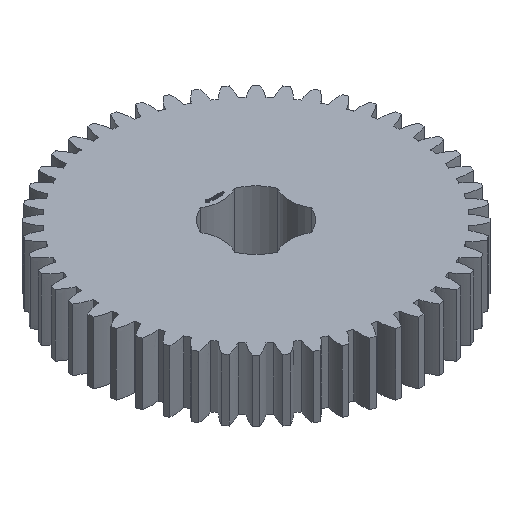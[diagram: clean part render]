
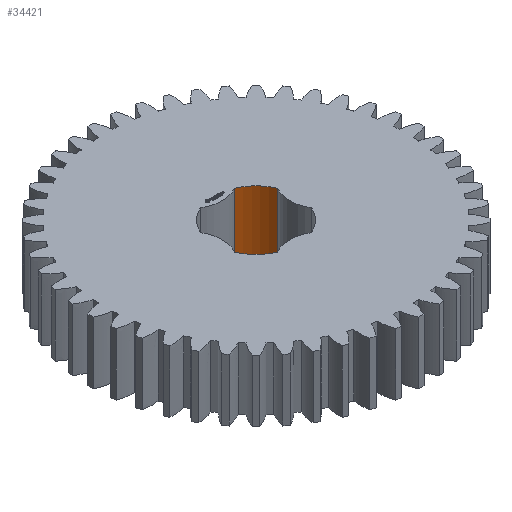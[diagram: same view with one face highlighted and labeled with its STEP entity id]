
A CAD part, isometric view. The second image highlights one B-rep face of the part: STEP entity #34421.
In plain terms, the highlighted cylindrical face has radius 6.35 mm (diameter 12.7 mm), a partial arc.
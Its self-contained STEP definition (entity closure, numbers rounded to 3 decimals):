
#93 = PLANE('',#94);
#94 = AXIS2_PLACEMENT_3D('',#95,#96,#97);
#95 = CARTESIAN_POINT('',(0.,0.,9.375));
#96 = DIRECTION('',(0.,0.,1.));
#97 = DIRECTION('',(1.,0.,0.));
#168 = PLANE('',#169);
#169 = AXIS2_PLACEMENT_3D('',#170,#171,#172);
#170 = CARTESIAN_POINT('',(0.,0.,0.));
#171 = DIRECTION('',(0.,0.,1.));
#172 = DIRECTION('',(1.,0.,0.));
#11256 = VERTEX_POINT('',#11257);
#11257 = CARTESIAN_POINT('',(2.55,5.816,0.));
#11272 = CYLINDRICAL_SURFACE('',#11273,4.9);
#11273 = AXIS2_PLACEMENT_3D('',#11274,#11275,#11276);
#11274 = CARTESIAN_POINT('',(0.,10.,0.));
#11275 = DIRECTION('',(0.,-0.,-1.));
#11276 = DIRECTION('',(0.707,0.707,0.));
#11284 = EDGE_CURVE('',#11285,#11256,#11287,.T.);
#11285 = VERTEX_POINT('',#11286);
#11286 = CARTESIAN_POINT('',(5.816,2.55,0.));
#11287 = SURFACE_CURVE('',#11288,(#11293,#11300),.PCURVE_S1.);
#11288 = CIRCLE('',#11289,6.35);
#11289 = AXIS2_PLACEMENT_3D('',#11290,#11291,#11292);
#11290 = CARTESIAN_POINT('',(0.,0.,0.));
#11291 = DIRECTION('',(0.,-0.,1.));
#11292 = DIRECTION('',(0.707,0.707,0.));
#11293 = PCURVE('',#168,#11294);
#11294 = DEFINITIONAL_REPRESENTATION('',(#11295),#11299);
#11295 = CIRCLE('',#11296,6.35);
#11296 = AXIS2_PLACEMENT_2D('',#11297,#11298);
#11297 = CARTESIAN_POINT('',(0.,0.));
#11298 = DIRECTION('',(0.707,0.707));
#11299 = ( GEOMETRIC_REPRESENTATION_CONTEXT(2) 
PARAMETRIC_REPRESENTATION_CONTEXT() REPRESENTATION_CONTEXT('2D SPACE',''
  ) );
#11300 = PCURVE('',#11301,#11306);
#11301 = CYLINDRICAL_SURFACE('',#11302,6.35);
#11302 = AXIS2_PLACEMENT_3D('',#11303,#11304,#11305);
#11303 = CARTESIAN_POINT('',(0.,0.,0.));
#11304 = DIRECTION('',(0.,-0.,-1.));
#11305 = DIRECTION('',(0.707,0.707,0.));
#11306 = DEFINITIONAL_REPRESENTATION('',(#11307),#11311);
#11307 = LINE('',#11308,#11309);
#11308 = CARTESIAN_POINT('',(-0.,0.));
#11309 = VECTOR('',#11310,1.);
#11310 = DIRECTION('',(-1.,0.));
#11311 = ( GEOMETRIC_REPRESENTATION_CONTEXT(2) 
PARAMETRIC_REPRESENTATION_CONTEXT() REPRESENTATION_CONTEXT('2D SPACE',''
  ) );
#11330 = CYLINDRICAL_SURFACE('',#11331,4.9);
#11331 = AXIS2_PLACEMENT_3D('',#11332,#11333,#11334);
#11332 = CARTESIAN_POINT('',(10.,0.,0.));
#11333 = DIRECTION('',(0.,-0.,-1.));
#11334 = DIRECTION('',(0.707,0.707,0.));
#19220 = VERTEX_POINT('',#19221);
#19221 = CARTESIAN_POINT('',(2.55,5.816,9.375));
#19243 = EDGE_CURVE('',#19244,#19220,#19246,.T.);
#19244 = VERTEX_POINT('',#19245);
#19245 = CARTESIAN_POINT('',(5.816,2.55,9.375));
#19246 = SURFACE_CURVE('',#19247,(#19252,#19259),.PCURVE_S1.);
#19247 = CIRCLE('',#19248,6.35);
#19248 = AXIS2_PLACEMENT_3D('',#19249,#19250,#19251);
#19249 = CARTESIAN_POINT('',(0.,0.,9.375
    ));
#19250 = DIRECTION('',(0.,-0.,1.));
#19251 = DIRECTION('',(0.707,0.707,0.));
#19252 = PCURVE('',#93,#19253);
#19253 = DEFINITIONAL_REPRESENTATION('',(#19254),#19258);
#19254 = CIRCLE('',#19255,6.35);
#19255 = AXIS2_PLACEMENT_2D('',#19256,#19257);
#19256 = CARTESIAN_POINT('',(0.,0.));
#19257 = DIRECTION('',(0.707,0.707));
#19258 = ( GEOMETRIC_REPRESENTATION_CONTEXT(2) 
PARAMETRIC_REPRESENTATION_CONTEXT() REPRESENTATION_CONTEXT('2D SPACE',''
  ) );
#19259 = PCURVE('',#11301,#19260);
#19260 = DEFINITIONAL_REPRESENTATION('',(#19261),#19265);
#19261 = LINE('',#19262,#19263);
#19262 = CARTESIAN_POINT('',(-0.,-9.375));
#19263 = VECTOR('',#19264,1.);
#19264 = DIRECTION('',(-1.,0.));
#19265 = ( GEOMETRIC_REPRESENTATION_CONTEXT(2) 
PARAMETRIC_REPRESENTATION_CONTEXT() REPRESENTATION_CONTEXT('2D SPACE',''
  ) );
#34398 = EDGE_CURVE('',#11285,#19244,#34399,.T.);
#34399 = SURFACE_CURVE('',#34400,(#34404,#34411),.PCURVE_S1.);
#34400 = LINE('',#34401,#34402);
#34401 = CARTESIAN_POINT('',(5.816,2.55,0.));
#34402 = VECTOR('',#34403,1.);
#34403 = DIRECTION('',(0.,0.,1.));
#34404 = PCURVE('',#11330,#34405);
#34405 = DEFINITIONAL_REPRESENTATION('',(#34406),#34410);
#34406 = LINE('',#34407,#34408);
#34407 = CARTESIAN_POINT('',(-1.809,0.));
#34408 = VECTOR('',#34409,1.);
#34409 = DIRECTION('',(-0.,-1.));
#34410 = ( GEOMETRIC_REPRESENTATION_CONTEXT(2) 
PARAMETRIC_REPRESENTATION_CONTEXT() REPRESENTATION_CONTEXT('2D SPACE',''
  ) );
#34411 = PCURVE('',#11301,#34412);
#34412 = DEFINITIONAL_REPRESENTATION('',(#34413),#34417);
#34413 = LINE('',#34414,#34415);
#34414 = CARTESIAN_POINT('',(-5.911,0.));
#34415 = VECTOR('',#34416,1.);
#34416 = DIRECTION('',(-0.,-1.));
#34417 = ( GEOMETRIC_REPRESENTATION_CONTEXT(2) 
PARAMETRIC_REPRESENTATION_CONTEXT() REPRESENTATION_CONTEXT('2D SPACE',''
  ) );
#34421 = ADVANCED_FACE('',(#34422),#11301,.F.);
#34422 = FACE_BOUND('',#34423,.T.);
#34423 = EDGE_LOOP('',(#34424,#34425,#34426,#34447));
#34424 = ORIENTED_EDGE('',*,*,#34398,.T.);
#34425 = ORIENTED_EDGE('',*,*,#19243,.T.);
#34426 = ORIENTED_EDGE('',*,*,#34427,.F.);
#34427 = EDGE_CURVE('',#11256,#19220,#34428,.T.);
#34428 = SURFACE_CURVE('',#34429,(#34433,#34440),.PCURVE_S1.);
#34429 = LINE('',#34430,#34431);
#34430 = CARTESIAN_POINT('',(2.55,5.816,0.));
#34431 = VECTOR('',#34432,1.);
#34432 = DIRECTION('',(0.,0.,1.));
#34433 = PCURVE('',#11301,#34434);
#34434 = DEFINITIONAL_REPRESENTATION('',(#34435),#34439);
#34435 = LINE('',#34436,#34437);
#34436 = CARTESIAN_POINT('',(-6.655,0.));
#34437 = VECTOR('',#34438,1.);
#34438 = DIRECTION('',(-0.,-1.));
#34439 = ( GEOMETRIC_REPRESENTATION_CONTEXT(2) 
PARAMETRIC_REPRESENTATION_CONTEXT() REPRESENTATION_CONTEXT('2D SPACE',''
  ) );
#34440 = PCURVE('',#11272,#34441);
#34441 = DEFINITIONAL_REPRESENTATION('',(#34442),#34446);
#34442 = LINE('',#34443,#34444);
#34443 = CARTESIAN_POINT('',(-4.474,0.));
#34444 = VECTOR('',#34445,1.);
#34445 = DIRECTION('',(-0.,-1.));
#34446 = ( GEOMETRIC_REPRESENTATION_CONTEXT(2) 
PARAMETRIC_REPRESENTATION_CONTEXT() REPRESENTATION_CONTEXT('2D SPACE',''
  ) );
#34447 = ORIENTED_EDGE('',*,*,#11284,.F.);
